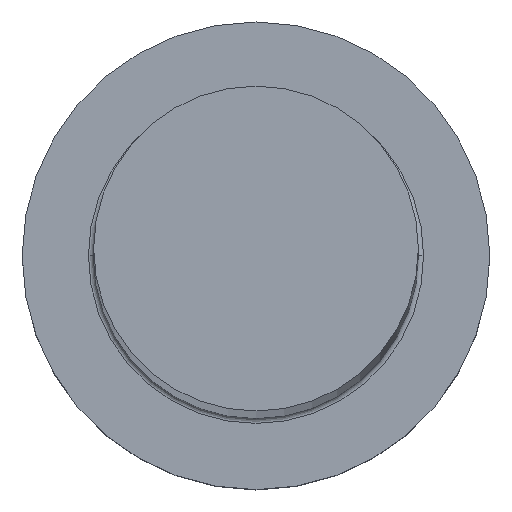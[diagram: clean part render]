
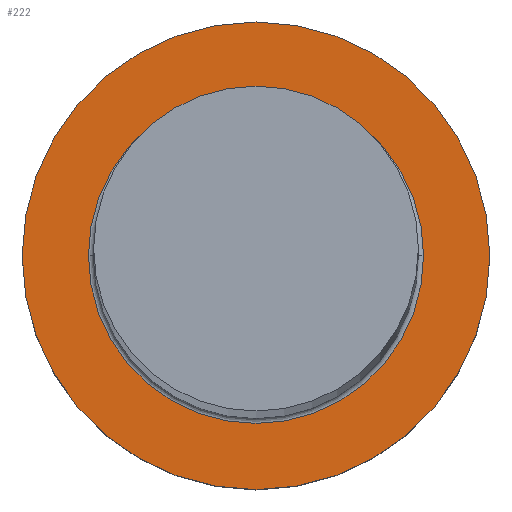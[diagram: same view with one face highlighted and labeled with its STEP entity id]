
A CAD part, top view. The second image highlights one B-rep face of the part: STEP entity #222.
In plain terms, the highlighted planar face has unit normal (0, 0, 1).
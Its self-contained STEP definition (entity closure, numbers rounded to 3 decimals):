
#11 = FACE_BOUND ( 'NONE', #122, .T. ) ;
#12 = EDGE_CURVE ( 'NONE', #20, #186, #206, .T. ) ;
#20 = VERTEX_POINT ( 'NONE', #73 ) ;
#24 = CIRCLE ( 'NONE', #194, 6.45 ) ;
#37 = EDGE_CURVE ( 'NONE', #287, #150, #90, .T. ) ;
#58 = ORIENTED_EDGE ( 'NONE', *, *, #37, .T. ) ;
#73 = CARTESIAN_POINT ( 'NONE',  ( 6.45, 0., 7. ) ) ;
#74 = AXIS2_PLACEMENT_3D ( 'NONE', #110, #297, #81 ) ;
#81 = DIRECTION ( 'NONE',  ( 1., 0., 0. ) ) ;
#90 = CIRCLE ( 'NONE', #296, 9. ) ;
#106 = PLANE ( 'NONE',  #74 ) ;
#107 = CARTESIAN_POINT ( 'NONE',  ( 0., 0., 7. ) ) ;
#110 = CARTESIAN_POINT ( 'NONE',  ( 0., 0., 7. ) ) ;
#115 = ORIENTED_EDGE ( 'NONE', *, *, #12, .T. ) ;
#122 = EDGE_LOOP ( 'NONE', ( #115, #216 ) ) ;
#124 = EDGE_CURVE ( 'NONE', #150, #287, #273, .T. ) ;
#131 = AXIS2_PLACEMENT_3D ( 'NONE', #139, #214, #233 ) ;
#137 = AXIS2_PLACEMENT_3D ( 'NONE', #107, #271, #174 ) ;
#138 = DIRECTION ( 'NONE',  ( 0., 0., -1. ) ) ;
#139 = CARTESIAN_POINT ( 'NONE',  ( 0., 0., 7. ) ) ;
#143 = CARTESIAN_POINT ( 'NONE',  ( 0., 0., 7. ) ) ;
#150 = VERTEX_POINT ( 'NONE', #153 ) ;
#153 = CARTESIAN_POINT ( 'NONE',  ( -9., 0., 7. ) ) ;
#156 = CARTESIAN_POINT ( 'NONE',  ( 9., 0., 7. ) ) ;
#162 = DIRECTION ( 'NONE',  ( 1., 0., 0. ) ) ;
#174 = DIRECTION ( 'NONE',  ( 1., 0., 0. ) ) ;
#181 = CARTESIAN_POINT ( 'NONE',  ( 0., 0., 7. ) ) ;
#186 = VERTEX_POINT ( 'NONE', #196 ) ;
#188 = EDGE_LOOP ( 'NONE', ( #208, #58 ) ) ;
#194 = AXIS2_PLACEMENT_3D ( 'NONE', #181, #138, #162 ) ;
#196 = CARTESIAN_POINT ( 'NONE',  ( -6.45, 0., 7. ) ) ;
#206 = CIRCLE ( 'NONE', #131, 6.45 ) ;
#208 = ORIENTED_EDGE ( 'NONE', *, *, #124, .T. ) ;
#213 = DIRECTION ( 'NONE',  ( 0., 0., 1. ) ) ;
#214 = DIRECTION ( 'NONE',  ( 0., 0., -1. ) ) ;
#216 = ORIENTED_EDGE ( 'NONE', *, *, #231, .T. ) ;
#220 = FACE_OUTER_BOUND ( 'NONE', #188, .T. ) ;
#222 = ADVANCED_FACE ( 'NONE', ( #11, #220 ), #106, .T. ) ;
#231 = EDGE_CURVE ( 'NONE', #186, #20, #24, .T. ) ;
#233 = DIRECTION ( 'NONE',  ( 1., 0., 0. ) ) ;
#265 = DIRECTION ( 'NONE',  ( 1., 0., 0. ) ) ;
#271 = DIRECTION ( 'NONE',  ( 0., 0., 1. ) ) ;
#273 = CIRCLE ( 'NONE', #137, 9. ) ;
#287 = VERTEX_POINT ( 'NONE', #156 ) ;
#296 = AXIS2_PLACEMENT_3D ( 'NONE', #143, #213, #265 ) ;
#297 = DIRECTION ( 'NONE',  ( 0., 0., 1. ) ) ;
